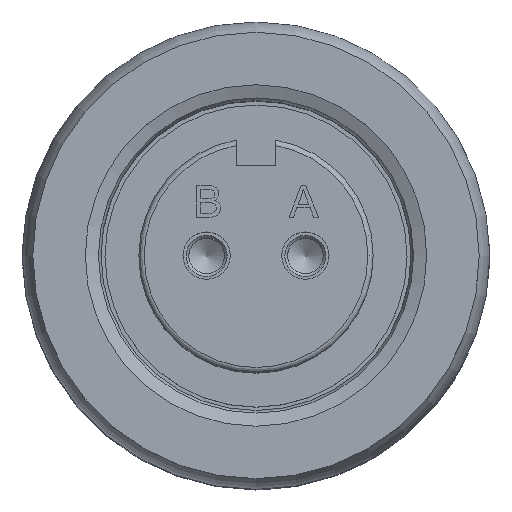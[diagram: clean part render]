
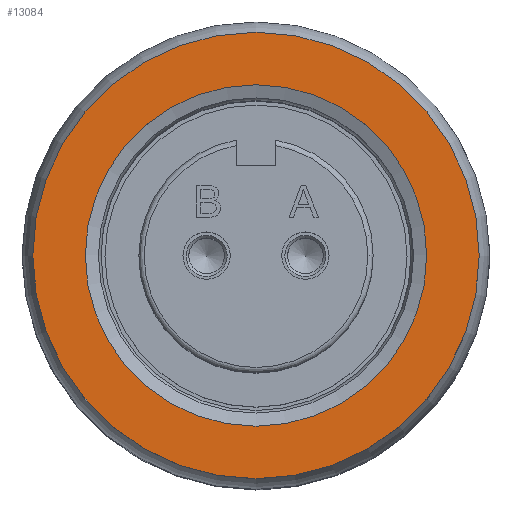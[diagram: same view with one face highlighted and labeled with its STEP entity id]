
A CAD part, top view. The second image highlights one B-rep face of the part: STEP entity #13084.
In plain terms, the highlighted planar face has unit normal (0, 0, 1).
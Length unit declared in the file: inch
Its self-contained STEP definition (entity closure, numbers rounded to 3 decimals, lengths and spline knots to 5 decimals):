
#2331=FACE_BOUND('',#4202,.T.);
#3171=FACE_OUTER_BOUND('',#4201,.T.);
#4201=EDGE_LOOP('',(#11178));
#4202=EDGE_LOOP('',(#11179));
#4908=CIRCLE('',#14592,0.325);
#4913=CIRCLE('',#14604,0.425);
#5987=VERTEX_POINT('',#28089);
#5992=VERTEX_POINT('',#28106);
#7715=EDGE_CURVE('',#5987,#5987,#4908,.T.);
#7720=EDGE_CURVE('',#5992,#5992,#4913,.T.);
#11178=ORIENTED_EDGE('',*,*,#7720,.F.);
#11179=ORIENTED_EDGE('',*,*,#7715,.T.);
#11437=PLANE('',#14603);
#13084=ADVANCED_FACE('',(#3171,#2331),#11437,.T.);
#14592=AXIS2_PLACEMENT_3D('',#28090,#18125,#18126);
#14603=AXIS2_PLACEMENT_3D('',#28105,#18147,#18148);
#14604=AXIS2_PLACEMENT_3D('',#28107,#18149,#18150);
#18125=DIRECTION('center_axis',(0.,0.,
-1.));
#18126=DIRECTION('ref_axis',(0.,-1.,0.));
#18147=DIRECTION('center_axis',(0.,0.,
1.));
#18148=DIRECTION('ref_axis',(-1.,0.,0.));
#18149=DIRECTION('center_axis',(0.,0.,
-1.));
#18150=DIRECTION('ref_axis',(0.,-1.,0.));
#28089=CARTESIAN_POINT('',(0.,-0.325,0.157));
#28090=CARTESIAN_POINT('Origin',(0.,0.,
0.157));
#28105=CARTESIAN_POINT('Origin',(0.,-0.2125,
0.157));
#28106=CARTESIAN_POINT('',(0.,-0.425,0.157));
#28107=CARTESIAN_POINT('Origin',(0.,0.,
0.157));
